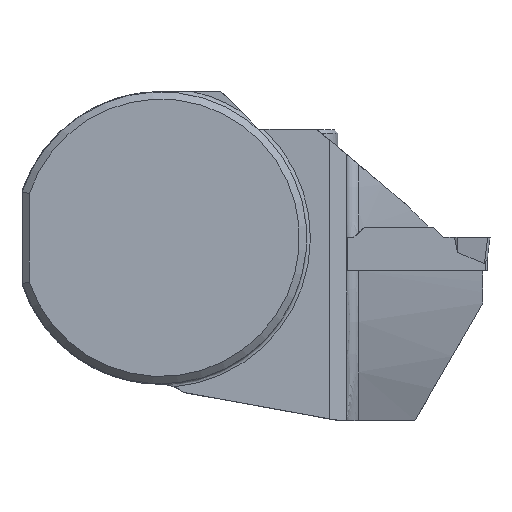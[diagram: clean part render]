
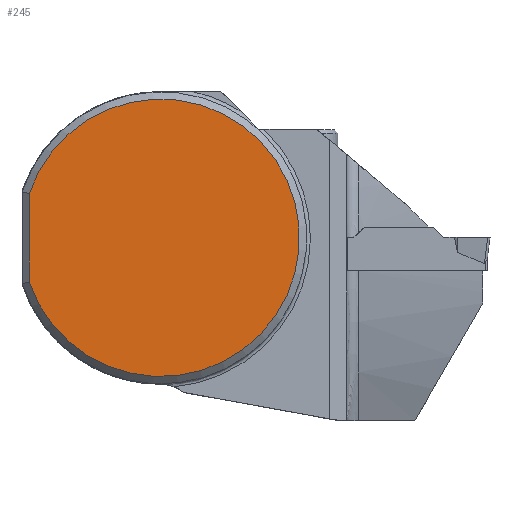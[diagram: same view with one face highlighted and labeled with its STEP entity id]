
A CAD part, top view. The second image highlights one B-rep face of the part: STEP entity #245.
In plain terms, the highlighted planar face has unit normal (0, 0, 1).
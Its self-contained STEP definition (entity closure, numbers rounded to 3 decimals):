
#138=FACE_OUTER_BOUND('',#372,.T.);
#213=CIRCLE('',#1612,19.);
#245=ADVANCED_FACE('',(#138),#316,.F.);
#316=PLANE('',#1613);
#372=EDGE_LOOP('',(#584,#585));
#584=ORIENTED_EDGE('',*,*,#1129,.F.);
#585=ORIENTED_EDGE('',*,*,#1130,.T.);
#981=VERTEX_POINT('',#2322);
#982=VERTEX_POINT('',#2323);
#1129=EDGE_CURVE('',#981,#982,#1299,.T.);
#1130=EDGE_CURVE('',#981,#982,#213,.T.);
#1299=LINE('',#2321,#1420);
#1420=VECTOR('',#1831,1.);
#1612=AXIS2_PLACEMENT_3D('',#2324,#1832,#1833);
#1613=AXIS2_PLACEMENT_3D('',#2325,#1834,#1835);
#1831=DIRECTION('',(0.,1.,0.));
#1832=DIRECTION('',(0.,0.,1.));
#1833=DIRECTION('',(1.,0.,0.));
#1834=DIRECTION('',(0.,0.,-1.));
#1835=DIRECTION('',(1.,0.,0.));
#2321=CARTESIAN_POINT('',(-18.,0.,0.325));
#2322=CARTESIAN_POINT('',(-18.,-6.083,0.325));
#2323=CARTESIAN_POINT('',(-18.,6.083,0.325));
#2324=CARTESIAN_POINT('',(0.,0.,0.325));
#2325=CARTESIAN_POINT('',(0.,0.,0.325));
